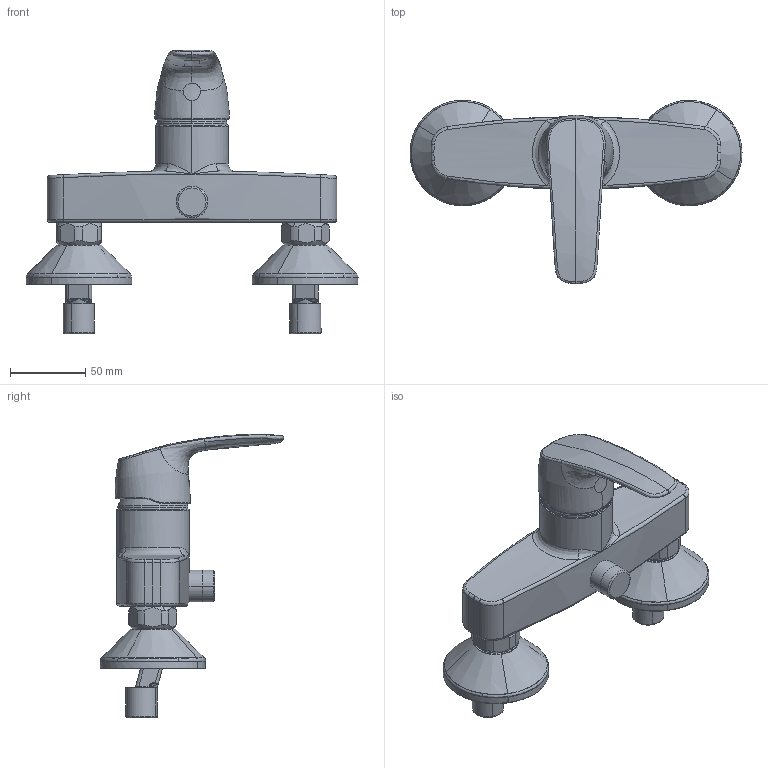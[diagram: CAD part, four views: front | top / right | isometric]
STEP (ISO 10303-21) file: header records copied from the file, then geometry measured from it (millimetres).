
FILE_DESCRIPTION (( 'STEP AP203' ), '1' );
FILE_NAME ('1063U(2017)+45120163.STEP', '2019-03-07T06:47:09', ( '' ), ( '' ), 'SwSTEP 2.0', 'SolidWorks 2016', '' );
FILE_SCHEMA (( 'CONFIG_CONTROL_DESIGN' ));
Length unit declared in the file: millimetre
Products named in the file (1): 1063U(2017)+45120163
Bounding box: 220.01 x 121.89 x 188.02 mm (x, y, z)
Volume: 474666.8 mm3; surface area: 84678.2 mm2
Topology: 1 solids, 5 shells, 383 faces, 911 edges, 541 vertices
Faces by surface type: bspline 135, cylinder 120, plane 68, torus 28, cone 22, sphere 10
Entity records: 25008 total; most frequent: CARTESIAN_POINT 17136, ORIENTED_EDGE 1798, DIRECTION 1359, EDGE_CURVE 899, AXIS2_PLACEMENT_3D 582, VERTEX_POINT 541, EDGE_LOOP 402, FACE_OUTER_BOUND 383
